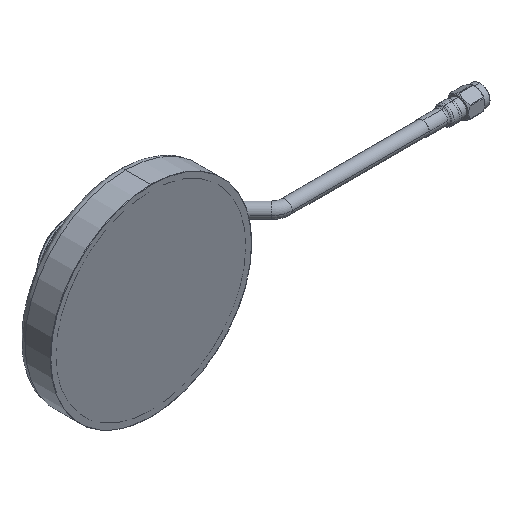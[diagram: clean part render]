
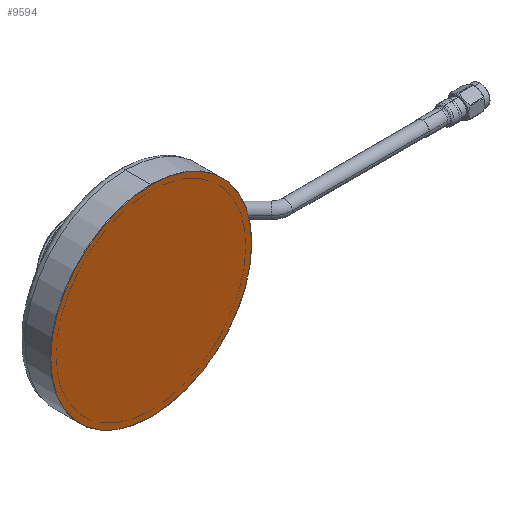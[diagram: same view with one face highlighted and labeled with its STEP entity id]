
A CAD part, isometric view. The second image highlights one B-rep face of the part: STEP entity #9594.
In plain terms, the highlighted planar face has unit normal (0, -1, 0).
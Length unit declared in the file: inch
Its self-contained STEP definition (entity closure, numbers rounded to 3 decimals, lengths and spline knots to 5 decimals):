
#2945 = PLANE ( 'NONE',  #8408 ) ;
#2991 = VERTEX_POINT ( 'NONE', #6237 ) ;
#3032 = CIRCLE ( 'NONE', #4400, 1.49606 ) ;
#4164 = DIRECTION ( 'NONE',  ( 0., 1., 0. ) ) ;
#4382 = CIRCLE ( 'NONE', #12361, 1.49606 ) ;
#4400 = AXIS2_PLACEMENT_3D ( 'NONE', #6439, #10726, #11808 ) ;
#5076 = VERTEX_POINT ( 'NONE', #5993 ) ;
#5249 = DIRECTION ( 'NONE',  ( 0., 0., -1. ) ) ;
#5993 = CARTESIAN_POINT ( 'NONE',  ( 0., -0.00984, 1.49606 ) ) ;
#6071 = EDGE_LOOP ( 'NONE', ( #11794, #13433 ) ) ;
#6153 = FACE_OUTER_BOUND ( 'NONE', #6071, .T. ) ;
#6237 = CARTESIAN_POINT ( 'NONE',  ( 0., -0.00984, -1.49606 ) ) ;
#6439 = CARTESIAN_POINT ( 'NONE',  ( 0., -0.00984, 0. ) ) ;
#8408 = AXIS2_PLACEMENT_3D ( 'NONE', #10866, #4164, #12934 ) ;
#8711 = CARTESIAN_POINT ( 'NONE',  ( 0., -0.00984, 0. ) ) ;
#9594 = ADVANCED_FACE ( 'NONE', ( #6153 ), #2945, .F. ) ;
#10621 = DIRECTION ( 'NONE',  ( 0., 1., 0. ) ) ;
#10726 = DIRECTION ( 'NONE',  ( 0., 1., 0. ) ) ;
#10866 = CARTESIAN_POINT ( 'NONE',  ( 0., -0.00984, 0. ) ) ;
#11414 = EDGE_CURVE ( 'NONE', #5076, #2991, #4382, .T. ) ;
#11794 = ORIENTED_EDGE ( 'NONE', *, *, #11977, .F. ) ;
#11808 = DIRECTION ( 'NONE',  ( 0., 0., -1. ) ) ;
#11977 = EDGE_CURVE ( 'NONE', #2991, #5076, #3032, .T. ) ;
#12361 = AXIS2_PLACEMENT_3D ( 'NONE', #8711, #10621, #5249 ) ;
#12934 = DIRECTION ( 'NONE',  ( 0., 0., 1. ) ) ;
#13433 = ORIENTED_EDGE ( 'NONE', *, *, #11414, .F. ) ;
